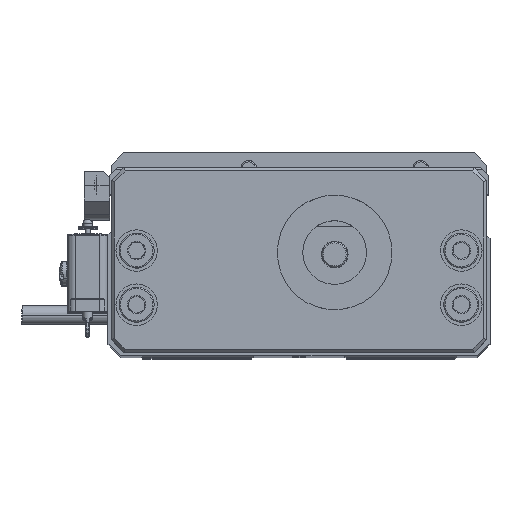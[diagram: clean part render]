
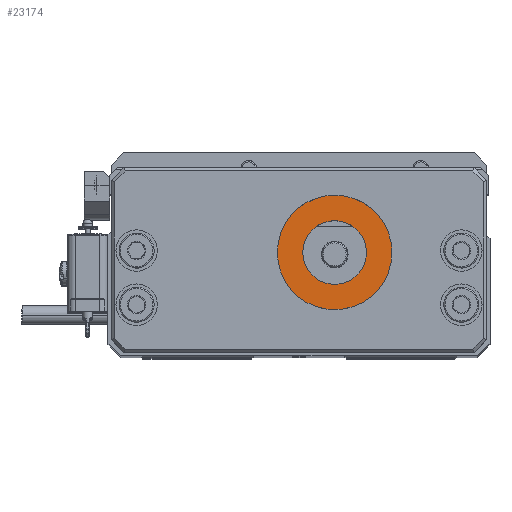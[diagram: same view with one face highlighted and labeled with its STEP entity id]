
A CAD part, top view. The second image highlights one B-rep face of the part: STEP entity #23174.
In plain terms, the highlighted planar face has unit normal (0, 0, 1).
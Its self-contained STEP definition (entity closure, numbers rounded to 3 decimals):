
#613 = DIRECTION ( 'NONE',  ( 1., 0., 0. ) ) ;
#8843 = CIRCLE ( 'NONE', #44927, 9. ) ;
#9284 = CARTESIAN_POINT ( 'NONE',  ( 26.1, -13.3, 8. ) ) ;
#11366 = AXIS2_PLACEMENT_3D ( 'NONE', #13625, #23299, #27829 ) ;
#12318 = EDGE_CURVE ( 'NONE', #49542, #29712, #39246, .T. ) ;
#12483 = VERTEX_POINT ( 'NONE', #26746 ) ;
#13369 = ORIENTED_EDGE ( 'NONE', *, *, #49987, .T. ) ;
#13546 = DIRECTION ( 'NONE',  ( 1., 0., 0. ) ) ;
#13573 = CIRCLE ( 'NONE', #32108, 5. ) ;
#13625 = CARTESIAN_POINT ( 'NONE',  ( 35.1, -13.3, 8. ) ) ;
#14777 = VERTEX_POINT ( 'NONE', #38322 ) ;
#14831 = CARTESIAN_POINT ( 'NONE',  ( 35.1, -13.3, 8. ) ) ;
#15875 = DIRECTION ( 'NONE',  ( 1., 0., 0. ) ) ;
#18108 = EDGE_CURVE ( 'NONE', #12483, #14777, #53778, .T. ) ;
#23174 = ADVANCED_FACE ( 'NONE', ( #31811, #38426 ), #48767, .T. ) ;
#23299 = DIRECTION ( 'NONE',  ( 0., 0., 1. ) ) ;
#24887 = AXIS2_PLACEMENT_3D ( 'NONE', #34527, #35157, #613 ) ;
#26746 = CARTESIAN_POINT ( 'NONE',  ( 30.1, -13.3, 8. ) ) ;
#27829 = DIRECTION ( 'NONE',  ( 1., 0., 0. ) ) ;
#29712 = VERTEX_POINT ( 'NONE', #9284 ) ;
#30188 = EDGE_CURVE ( 'NONE', #14777, #12483, #13573, .T. ) ;
#31811 = FACE_OUTER_BOUND ( 'NONE', #57975, .T. ) ;
#32108 = AXIS2_PLACEMENT_3D ( 'NONE', #62796, #43755, #53450 ) ;
#32597 = CARTESIAN_POINT ( 'NONE',  ( 44.1, -13.3, 8. ) ) ;
#34527 = CARTESIAN_POINT ( 'NONE',  ( 35.1, -13.3, 8. ) ) ;
#34869 = AXIS2_PLACEMENT_3D ( 'NONE', #14831, #62575, #13546 ) ;
#35157 = DIRECTION ( 'NONE',  ( 0., 0., -1. ) ) ;
#38322 = CARTESIAN_POINT ( 'NONE',  ( 40.1, -13.3, 8. ) ) ;
#38426 = FACE_BOUND ( 'NONE', #48800, .T. ) ;
#38513 = ORIENTED_EDGE ( 'NONE', *, *, #12318, .T. ) ;
#39246 = CIRCLE ( 'NONE', #11366, 9. ) ;
#40425 = DIRECTION ( 'NONE',  ( 0., 0., 1. ) ) ;
#43755 = DIRECTION ( 'NONE',  ( 0., 0., -1. ) ) ;
#44927 = AXIS2_PLACEMENT_3D ( 'NONE', #55238, #40425, #15875 ) ;
#48767 = PLANE ( 'NONE',  #34869 ) ;
#48800 = EDGE_LOOP ( 'NONE', ( #52670, #55159 ) ) ;
#49542 = VERTEX_POINT ( 'NONE', #32597 ) ;
#49987 = EDGE_CURVE ( 'NONE', #29712, #49542, #8843, .T. ) ;
#52670 = ORIENTED_EDGE ( 'NONE', *, *, #30188, .T. ) ;
#53450 = DIRECTION ( 'NONE',  ( 1., 0., 0. ) ) ;
#53778 = CIRCLE ( 'NONE', #24887, 5. ) ;
#55159 = ORIENTED_EDGE ( 'NONE', *, *, #18108, .T. ) ;
#55238 = CARTESIAN_POINT ( 'NONE',  ( 35.1, -13.3, 8. ) ) ;
#57975 = EDGE_LOOP ( 'NONE', ( #38513, #13369 ) ) ;
#62575 = DIRECTION ( 'NONE',  ( 0., 0., 1. ) ) ;
#62796 = CARTESIAN_POINT ( 'NONE',  ( 35.1, -13.3, 8. ) ) ;
